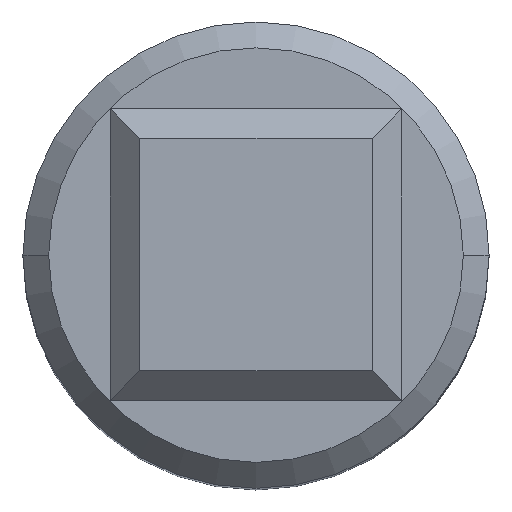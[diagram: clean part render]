
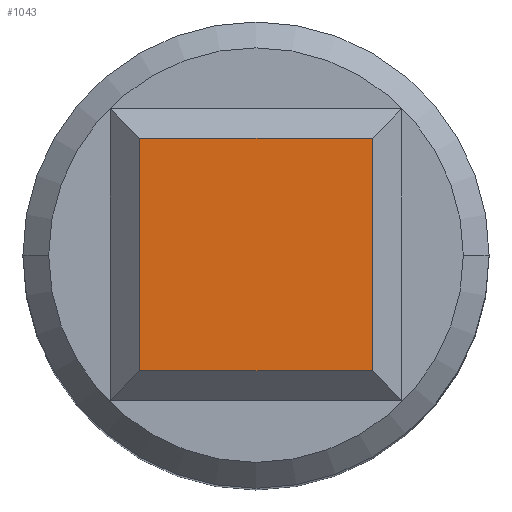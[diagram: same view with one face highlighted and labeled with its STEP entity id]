
A CAD part, top view. The second image highlights one B-rep face of the part: STEP entity #1043.
In plain terms, the highlighted planar face has unit normal (0, 0, 1).
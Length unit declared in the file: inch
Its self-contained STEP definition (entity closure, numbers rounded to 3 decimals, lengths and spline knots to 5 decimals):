
#2 = EDGE_CURVE ( 'NONE', #968, #1510, #1845, .T. ) ;
#10 = ORIENTED_EDGE ( 'NONE', *, *, #1661, .T. ) ;
#13 = ORIENTED_EDGE ( 'NONE', *, *, #2, .T. ) ;
#131 = LINE ( 'NONE', #715, #1785 ) ;
#143 = CARTESIAN_POINT ( 'NONE',  ( 0.06545, -0.13608, 0.40075 ) ) ;
#176 = CARTESIAN_POINT ( 'NONE',  ( 0.02624, -0.05765, 0.40075 ) ) ;
#237 = VECTOR ( 'NONE', #1458, 39.37008 ) ;
#380 = ORIENTED_EDGE ( 'NONE', *, *, #1360, .T. ) ;
#442 = EDGE_LOOP ( 'NONE', ( #1551, #13, #380, #10 ) ) ;
#496 = CARTESIAN_POINT ( 'NONE',  ( 0.10467, -0.09686, 0.40075 ) ) ;
#588 = PLANE ( 'NONE',  #1461 ) ;
#637 = LINE ( 'NONE', #728, #237 ) ;
#661 = VECTOR ( 'NONE', #1436, 39.37008 ) ;
#696 = CARTESIAN_POINT ( 'NONE',  ( 0.10467, -0.13608, 0.40075 ) ) ;
#715 = CARTESIAN_POINT ( 'NONE',  ( 0.06545, -0.05765, 0.40075 ) ) ;
#728 = CARTESIAN_POINT ( 'NONE',  ( 0.02624, -0.09686, 0.40075 ) ) ;
#839 = LINE ( 'NONE', #496, #1585 ) ;
#887 = FACE_OUTER_BOUND ( 'NONE', #442, .T. ) ;
#968 = VERTEX_POINT ( 'NONE', #1542 ) ;
#993 = CARTESIAN_POINT ( 'NONE',  ( 0.06545, -0.09686, 0.40075 ) ) ;
#1043 = ADVANCED_FACE ( 'NONE', ( #887 ), #588, .F. ) ;
#1145 = DIRECTION ( 'NONE',  ( -1., 0., 0. ) ) ;
#1149 = DIRECTION ( 'NONE',  ( 0., 0., -1. ) ) ;
#1157 = EDGE_CURVE ( 'NONE', #1801, #968, #637, .T. ) ;
#1239 = VERTEX_POINT ( 'NONE', #1674 ) ;
#1360 = EDGE_CURVE ( 'NONE', #1510, #1239, #839, .T. ) ;
#1436 = DIRECTION ( 'NONE',  ( 1., 0., 0. ) ) ;
#1458 = DIRECTION ( 'NONE',  ( 0., -1., 0. ) ) ;
#1461 = AXIS2_PLACEMENT_3D ( 'NONE', #993, #1149, #1713 ) ;
#1482 = DIRECTION ( 'NONE',  ( 0., 1., 0. ) ) ;
#1510 = VERTEX_POINT ( 'NONE', #696 ) ;
#1542 = CARTESIAN_POINT ( 'NONE',  ( 0.02624, -0.13608, 0.40075 ) ) ;
#1551 = ORIENTED_EDGE ( 'NONE', *, *, #1157, .T. ) ;
#1585 = VECTOR ( 'NONE', #1482, 39.37008 ) ;
#1661 = EDGE_CURVE ( 'NONE', #1239, #1801, #131, .T. ) ;
#1674 = CARTESIAN_POINT ( 'NONE',  ( 0.10467, -0.05765, 0.40075 ) ) ;
#1713 = DIRECTION ( 'NONE',  ( -1., 0., 0. ) ) ;
#1785 = VECTOR ( 'NONE', #1145, 39.37008 ) ;
#1801 = VERTEX_POINT ( 'NONE', #176 ) ;
#1845 = LINE ( 'NONE', #143, #661 ) ;
